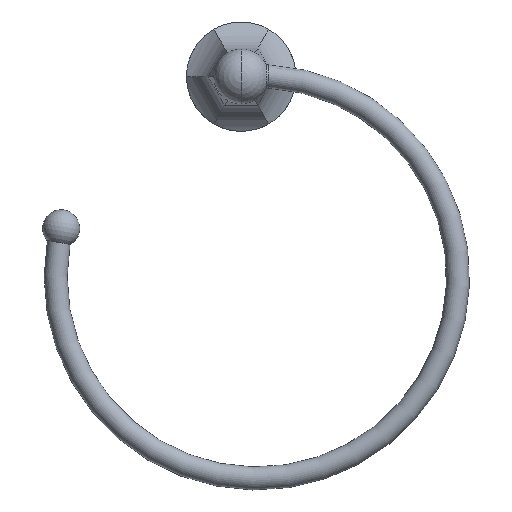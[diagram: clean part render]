
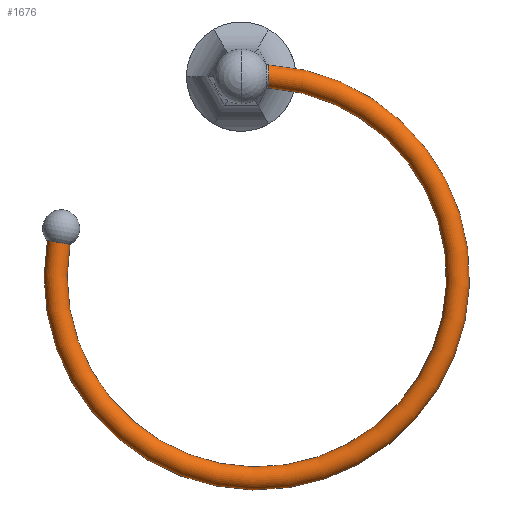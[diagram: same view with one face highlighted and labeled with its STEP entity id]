
A CAD part, top view. The second image highlights one B-rep face of the part: STEP entity #1676.
In plain terms, the highlighted toroidal (fillet/blend) face has major radius 86.487 mm and minor radius 4.953 mm.
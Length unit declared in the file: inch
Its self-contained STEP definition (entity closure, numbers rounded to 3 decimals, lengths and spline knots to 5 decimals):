
#819=CARTESIAN_POINT('',(0.2645,-3.3991,1.885));
#820=DIRECTION('',(0.,0.,1.));
#821=DIRECTION('',(-0.985,0.174,0.));
#822=AXIS2_PLACEMENT_3D('',#819,#820,#821);
#910=CARTESIAN_POINT('',(-3.08877,-2.80783,1.885));
#911=DIRECTION('',(0.174,0.985,0.));
#912=DIRECTION('',(-0.985,0.174,0.));
#913=AXIS2_PLACEMENT_3D('',#910,#911,#912);
#918=CARTESIAN_POINT('',(0.2645,-3.3991,1.885));
#919=DIRECTION('',(0.,0.,1.));
#920=DIRECTION('',(-0.985,0.174,0.));
#921=AXIS2_PLACEMENT_3D('',#918,#919,#920);
#926=CARTESIAN_POINT('',(0.4645,-0.0112,2.07968));
#927=CARTESIAN_POINT('',(0.4645,-0.01669,2.07936));
#928=CARTESIAN_POINT('',(0.4645,-0.02759,2.07828));
#929=CARTESIAN_POINT('',(0.4645,-0.0438,2.07527));
#930=CARTESIAN_POINT('',(0.4645,-0.05962,2.07093));
#931=CARTESIAN_POINT('',(0.4645,-0.07508,2.06526));
#932=CARTESIAN_POINT('',(0.4645,-0.09002,2.05831));
#933=CARTESIAN_POINT('',(0.4645,-0.10425,2.05017));
#934=CARTESIAN_POINT('',(0.4645,-0.1178,2.04083));
#935=CARTESIAN_POINT('',(0.4645,-0.13052,2.03038));
#936=CARTESIAN_POINT('',(0.4645,-0.14226,2.01896));
#937=CARTESIAN_POINT('',(0.4645,-0.15303,2.00655));
#938=CARTESIAN_POINT('',(0.4645,-0.16273,1.99327));
#939=CARTESIAN_POINT('',(0.4645,-0.17124,1.97929));
#940=CARTESIAN_POINT('',(0.4645,-0.17857,1.96461));
#941=CARTESIAN_POINT('',(0.4645,-0.18464,1.94933));
#942=CARTESIAN_POINT('',(0.4645,-0.18939,1.93367));
#943=CARTESIAN_POINT('',(0.4645,-0.19281,1.91765));
#944=CARTESIAN_POINT('',(0.4645,-0.19488,1.90135));
#945=CARTESIAN_POINT('',(0.4645,-0.19534,1.89046));
#946=CARTESIAN_POINT('',(0.4645,-0.19534,1.885));
#951=CARTESIAN_POINT('',(0.4645,0.19534,1.885));
#952=CARTESIAN_POINT('',(0.4645,0.19534,1.89037));
#953=CARTESIAN_POINT('',(0.4645,0.1949,1.90108));
#954=CARTESIAN_POINT('',(0.4645,0.1929,1.91712));
#955=CARTESIAN_POINT('',(0.4645,0.18959,1.93289));
#956=CARTESIAN_POINT('',(0.4645,0.18499,1.94832));
#957=CARTESIAN_POINT('',(0.4645,0.17911,1.96337));
#958=CARTESIAN_POINT('',(0.4645,0.17202,1.97786));
#959=CARTESIAN_POINT('',(0.4645,0.16378,1.99169));
#960=CARTESIAN_POINT('',(0.4645,0.15438,2.00485));
#961=CARTESIAN_POINT('',(0.4645,0.14393,2.01717));
#962=CARTESIAN_POINT('',(0.4645,0.13254,2.02856));
#963=CARTESIAN_POINT('',(0.4645,0.1202,2.03901));
#964=CARTESIAN_POINT('',(0.4645,0.10702,2.0484));
#965=CARTESIAN_POINT('',(0.4645,0.09317,2.05665));
#966=CARTESIAN_POINT('',(0.4645,0.07864,2.06375));
#967=CARTESIAN_POINT('',(0.4645,0.06354,2.06964));
#968=CARTESIAN_POINT('',(0.4645,0.04807,2.07424));
#969=CARTESIAN_POINT('',(0.4645,0.03225,2.07755));
#970=CARTESIAN_POINT('',(0.4645,0.01615,2.07956));
#971=CARTESIAN_POINT('',(0.4645,0.0054,2.08));
#972=CARTESIAN_POINT('',(0.4645,0.00001,2.08));
#977=CARTESIAN_POINT('',(0.4645,0.,1.885));
#978=DIRECTION('',(1.,0.,0.));
#979=DIRECTION('',(0.,0.,1.));
#980=AXIS2_PLACEMENT_3D('',#977,#978,#979);
#1136=CARTESIAN_POINT('',(0.4645,0.00001,2.08));
#1137=CARTESIAN_POINT('',(0.4645,-0.0112,2.07968));
#1138=VERTEX_POINT('',#1136);
#1139=VERTEX_POINT('',#1137);
#1148=VERTEX_POINT('',#951);
#1149=VERTEX_POINT('',#946);
#1156=CARTESIAN_POINT('',(-3.28081,-2.77397,1.885));
#1157=CARTESIAN_POINT('',(-2.89673,-2.84169,1.885));
#1158=VERTEX_POINT('',#1156);
#1159=VERTEX_POINT('',#1157);
#1660=CARTESIAN_POINT('',(0.2645,-3.3991,1.885));
#1661=DIRECTION('',(0.,0.,1.));
#1662=DIRECTION('',(0.985,-0.174,0.));
#1663=AXIS2_PLACEMENT_3D('',#1660,#1661,#1662);
#1664=TOROIDAL_SURFACE('',#1663,3.405,0.195);
#1665=ORIENTED_EDGE('',*,*,#1630,.T.);
#1666=ORIENTED_EDGE('',*,*,#1614,.T.);
#1668=ORIENTED_EDGE('',*,*,#1667,.F.);
#1670=ORIENTED_EDGE('',*,*,#1669,.F.);
#1672=ORIENTED_EDGE('',*,*,#1671,.F.);
#1673=ORIENTED_EDGE('',*,*,#1607,.F.);
#1674=EDGE_LOOP('',(#1665,#1666,#1668,#1670,#1672,#1673));
#1675=FACE_OUTER_BOUND('',#1674,.F.);
#823=CIRCLE('',#822,3.6);
#914=CIRCLE('',#913,0.195);
#922=CIRCLE('',#921,3.21);
#947=B_SPLINE_CURVE_WITH_KNOTS('',3,(#926,#927,#928,#929,#930,#931,#932,#933,
#934,#935,#936,#937,#938,#939,#940,#941,#942,#943,#944,#945,#946),.UNSPECIFIED.,
.F.,.F.,(4,1,1,1,1,1,1,1,1,1,1,1,1,1,1,1,1,1,4),(0.,0.05556,
0.11111,0.16667,0.22222,0.27778,
0.33333,0.38889,0.44444,0.5,0.55556,
0.61111,0.66667,0.72222,0.77778,
0.83333,0.88889,0.94444,1.),.UNSPECIFIED.);
#973=B_SPLINE_CURVE_WITH_KNOTS('',3,(#951,#952,#953,#954,#955,#956,#957,#958,
#959,#960,#961,#962,#963,#964,#965,#966,#967,#968,#969,#970,#971,#972),
.UNSPECIFIED.,.F.,.F.,(4,1,1,1,1,1,1,1,1,1,1,1,1,1,1,1,1,1,1,4),(0.,
0.05263,0.10526,0.15789,0.21053,
0.26316,0.31579,0.36842,0.42105,
0.47368,0.52632,0.57895,0.63158,
0.68421,0.73684,0.78947,0.84211,
0.89474,0.94737,1.),.UNSPECIFIED.);
#981=CIRCLE('',#980,0.195);
#1607=EDGE_CURVE('',#1158,#1148,#823,.T.);
#1614=EDGE_CURVE('',#1159,#1149,#922,.T.);
#1630=EDGE_CURVE('',#1158,#1159,#914,.T.);
#1667=EDGE_CURVE('',#1139,#1149,#947,.T.);
#1669=EDGE_CURVE('',#1138,#1139,#981,.T.);
#1671=EDGE_CURVE('',#1148,#1138,#973,.T.);
#1676=ADVANCED_FACE('',(#1675),#1664,.T.);
